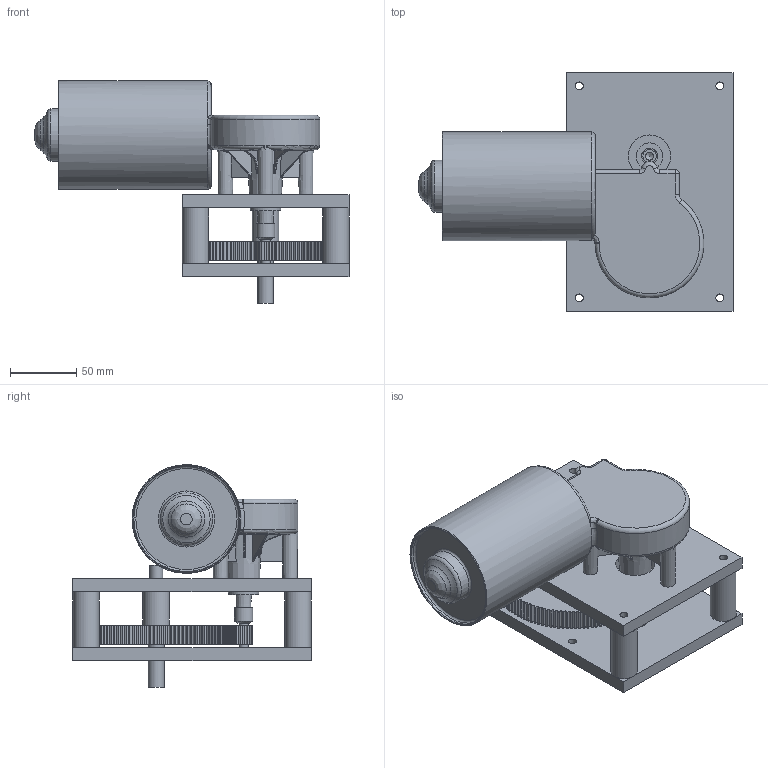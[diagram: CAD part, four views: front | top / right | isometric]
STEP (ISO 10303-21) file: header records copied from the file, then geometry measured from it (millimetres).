
FILE_DESCRIPTION(/* description */ (''),/* implementation_level */ '2;1');
FILE_NAME(/* name */ 'Ferdig girboks.stp',/* time_stamp */ '2015-03-07T13:16:48+01:00',/* author */ (''),/* organization */ (''),/* preprocessor_version */ 'ST-DEVELOPER v15',/* originating_system */ 'SIEMENS PLM Software NX 9.0',/* authorisation */ '');
FILE_SCHEMA (('CONFIG_CONTROL_DESIGN'));
Length unit declared in the file: millimetre
Products named in the file (10): motor(1); Liten spacer; Tannhjul_stor (1); Tannhjul_liten (1); Aksling_stor; AkslingMedSkjot; Girboksplate_utside; Spacer; Girboksplate_innside_alene; Ferdig girboks
Assembly tree (12 placements, depth 2):
  Ferdig girboks
    Girboksplate_innside_alene
    Spacer  x4
    Girboksplate_utside
    AkslingMedSkjot
    Aksling_stor
    Tannhjul_liten (1)
    Tannhjul_stor (1)
    Liten spacer
    motor(1)
Bounding box: 237 x 180 x 168 mm (x, y, z)
Volume: 1477580.3 mm3; surface area: 236148 mm2
Topology: 14 solids, 14 shells, 598 faces, 1622 edges, 1050 vertices
Faces by surface type: cylinder 266, extrusion 132, plane 111, torus 66, cone 11, bspline 10, sphere 2
Full cylindrical faces by diameter (mm): 6 x21, 7 x2, 8 x1, 10 x1, 12 x3, 13.963 x1, 19 x1, 20 x5, 30 x1, 32 x2, 39.368 x1, 79.368 x1, 82 x1
Entity records: 23171 total; most frequent: CARTESIAN_POINT 6524, DIRECTION 3573, ORIENTED_EDGE 3054, EDGE_CURVE 1527, AXIS2_PLACEMENT_3D 1484, VERTEX_POINT 1025, EDGE_LOOP 685, CIRCLE 609
